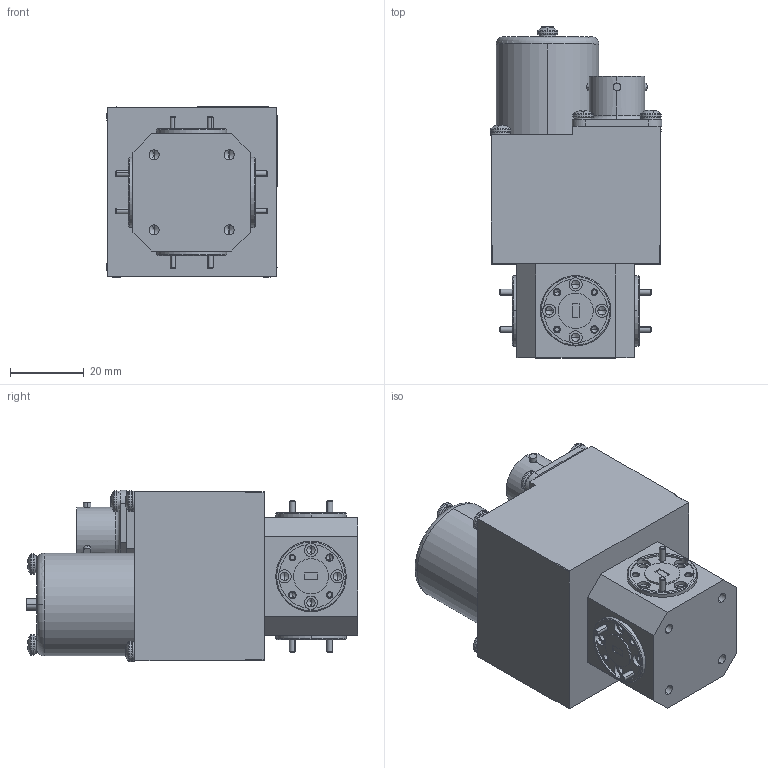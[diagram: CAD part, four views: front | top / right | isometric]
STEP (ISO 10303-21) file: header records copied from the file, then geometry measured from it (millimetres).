
FILE_DESCRIPTION (( 'STEP AP214' ), '1' );
FILE_NAME ('WJ-TV-A, Defeatured.STEP', '2022-05-11T22:56:14', ( '' ), ( '' ), 'SwSTEP 2.0', 'SolidWorks 2021', '' );
FILE_SCHEMA (( 'AUTOMOTIVE_DESIGN' ));
Length unit declared in the file: inch
Products named in the file (1): WJ-TV-A, Defeatured
Bounding box: 46.39 x 89.79 x 46.39 mm (x, y, z)
Volume: 117463.2 mm3; surface area: 20150.2 mm2
Topology: 23 solids, 23 shells, 898 faces, 2258 edges, 1406 vertices
Faces by surface type: cylinder 331, plane 319, cone 184, torus 48, sphere 16
Entity records: 38817 total; most frequent: CARTESIAN_POINT 5582, DIRECTION 4666, ORIENTED_EDGE 4372, EDGE_CURVE 2186, AXIS2_PLACEMENT_3D 1848, VERTEX_POINT 1406, EDGE_LOOP 972, VECTOR 970
